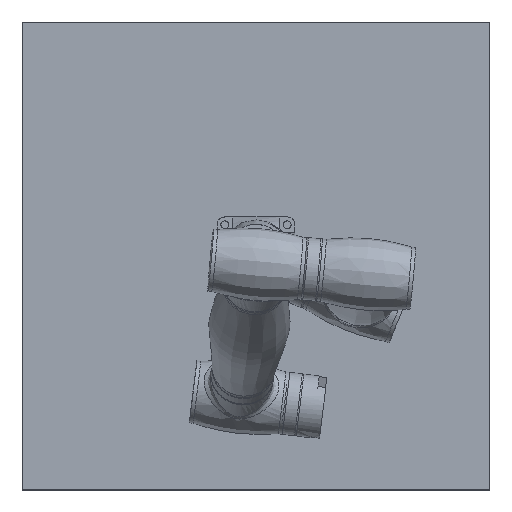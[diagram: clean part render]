
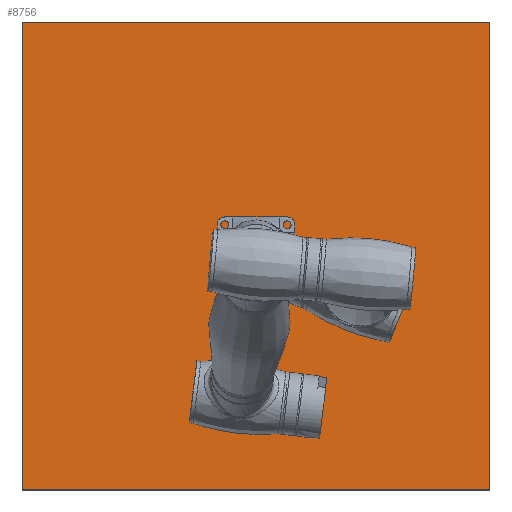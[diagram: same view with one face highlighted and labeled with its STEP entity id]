
A CAD part, top view. The second image highlights one B-rep face of the part: STEP entity #8756.
In plain terms, the highlighted free-form (B-spline) face has degree [1, 1] with [2, 2] control points.
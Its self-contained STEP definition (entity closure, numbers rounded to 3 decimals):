
#8636 = EDGE_CURVE('',#8637,#8639,#8641,.T.);
#8637 = VERTEX_POINT('',#8638);
#8638 = CARTESIAN_POINT('',(-288.437,288.437,0.));
#8639 = VERTEX_POINT('',#8640);
#8640 = CARTESIAN_POINT('',(-288.437,-288.437,0.));
#8641 = B_SPLINE_CURVE_WITH_KNOTS('',1,(#8642,#8643),.UNSPECIFIED.,.F.,
  .F.,(2,2),(0.,600.),.PIECEWISE_BEZIER_KNOTS.);
#8642 = CARTESIAN_POINT('',(-288.437,288.437,0.));
#8643 = CARTESIAN_POINT('',(-288.437,-288.437,0.));
#8672 = EDGE_CURVE('',#8639,#8673,#8675,.T.);
#8673 = VERTEX_POINT('',#8674);
#8674 = CARTESIAN_POINT('',(288.437,-288.437,0.));
#8675 = B_SPLINE_CURVE_WITH_KNOTS('',1,(#8676,#8677),.UNSPECIFIED.,.F.,
  .F.,(2,2),(0.,600.),.PIECEWISE_BEZIER_KNOTS.);
#8676 = CARTESIAN_POINT('',(-288.437,-288.437,0.));
#8677 = CARTESIAN_POINT('',(288.437,-288.437,0.));
#8700 = EDGE_CURVE('',#8673,#8701,#8703,.T.);
#8701 = VERTEX_POINT('',#8702);
#8702 = CARTESIAN_POINT('',(288.437,288.437,0.));
#8703 = B_SPLINE_CURVE_WITH_KNOTS('',1,(#8704,#8705),.UNSPECIFIED.,.F.,
  .F.,(2,2),(0.,600.),.PIECEWISE_BEZIER_KNOTS.);
#8704 = CARTESIAN_POINT('',(288.437,-288.437,0.));
#8705 = CARTESIAN_POINT('',(288.437,288.437,0.));
#8728 = EDGE_CURVE('',#8701,#8637,#8729,.T.);
#8729 = B_SPLINE_CURVE_WITH_KNOTS('',1,(#8730,#8731),.UNSPECIFIED.,.F.,
  .F.,(2,2),(0.,600.),.PIECEWISE_BEZIER_KNOTS.);
#8730 = CARTESIAN_POINT('',(288.437,288.437,0.));
#8731 = CARTESIAN_POINT('',(-288.437,288.437,0.));
#8756 = ADVANCED_FACE('',(#8757),#8763,.F.);
#8757 = FACE_BOUND('',#8758,.T.);
#8758 = EDGE_LOOP('',(#8759,#8760,#8761,#8762));
#8759 = ORIENTED_EDGE('',*,*,#8728,.T.);
#8760 = ORIENTED_EDGE('',*,*,#8636,.T.);
#8761 = ORIENTED_EDGE('',*,*,#8672,.T.);
#8762 = ORIENTED_EDGE('',*,*,#8700,.T.);
#8763 = B_SPLINE_SURFACE_WITH_KNOTS('',1,1,(
    (#8764,#8765)
    ,(#8766,#8767
    )),.UNSPECIFIED.,.F.,.F.,.F.,(2,2),(2,2),(-300.,300.),(-300.,300.),
  .PIECEWISE_BEZIER_KNOTS.);
#8764 = CARTESIAN_POINT('',(-288.437,288.437,0.));
#8765 = CARTESIAN_POINT('',(-288.437,-288.437,0.));
#8766 = CARTESIAN_POINT('',(288.437,288.437,0.));
#8767 = CARTESIAN_POINT('',(288.437,-288.437,0.));
